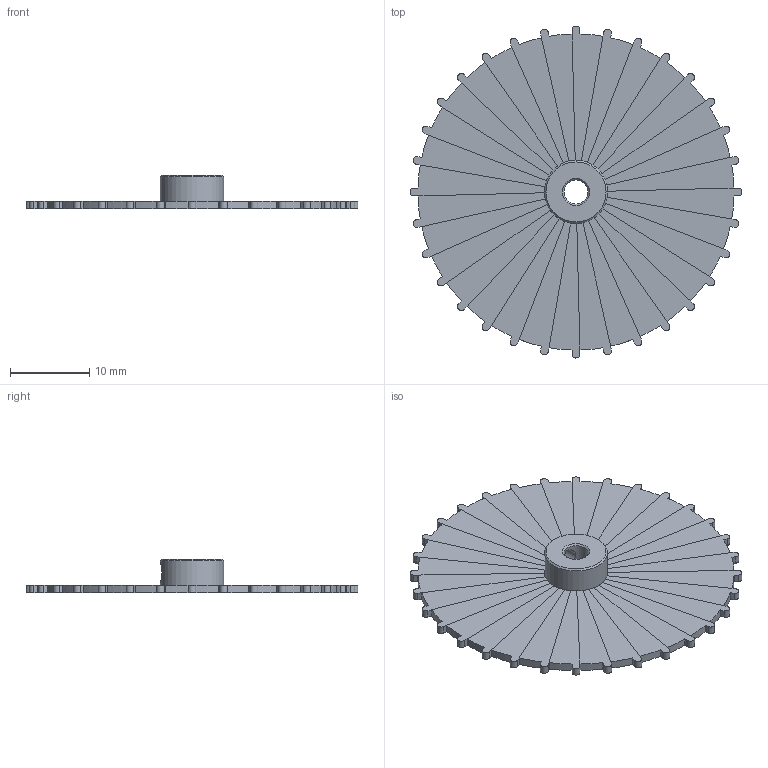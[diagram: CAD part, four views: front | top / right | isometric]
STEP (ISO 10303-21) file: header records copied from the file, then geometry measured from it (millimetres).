
FILE_DESCRIPTION(('FreeCAD Model'),'2;1');
FILE_NAME('Open CASCADE Shape Model','2023-02-15T22:11:21',(''),(''), 'Open CASCADE STEP processor 7.6','FreeCAD','Unknown');
FILE_SCHEMA(('AUTOMOTIVE_DESIGN { 1 0 10303 214 1 1 1 1 }'));
Length unit declared in the file: millimetre
Products named in the file (3): Boolean; Body001; Body
Assembly tree (2 placements, depth 2):
  Boolean
    Body001
    Body
Bounding box: 42 x 42 x 4.3 mm (x, y, z)
Volume: 1409.7 mm3; surface area: 2947.4 mm2
Topology: 2 solids, 2 shells, 201 faces, 530 edges, 331 vertices
Faces by surface type: plane 130, cylinder 68, cone 2, bspline 1
Full cylindrical faces by diameter (mm): 2.15 x1, 3.05 x2, 8 x1
Entity records: 13962 total; most frequent: CARTESIAN_POINT 3048, DIRECTION 2155, LINE 1184, VECTOR 1184, ORIENTED_EDGE 1060, PCURVE 1060, DEFINITIONAL_REPRESENTATION 1060, EDGE_CURVE 530
